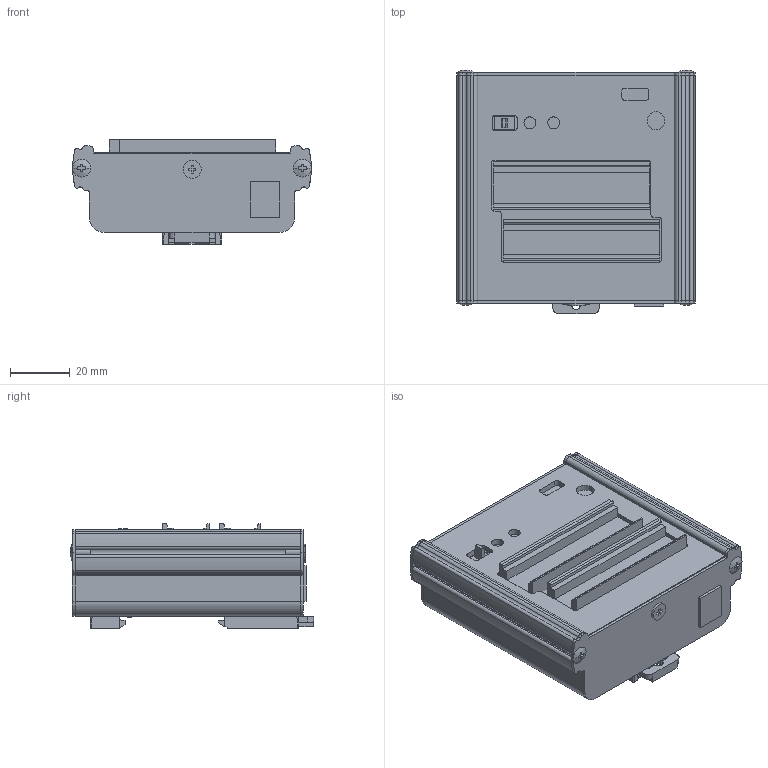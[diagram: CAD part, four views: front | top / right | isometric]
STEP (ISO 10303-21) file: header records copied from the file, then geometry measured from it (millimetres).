
FILE_DESCRIPTION (( 'STEP AP203' ), '1' );
FILE_NAME ('XAC-071-STP.STEP', '2022-11-19T02:04:36', ( '' ), ( '' ), 'SwSTEP 2.0', 'SolidWorks 2020', '' );
FILE_SCHEMA (( 'CONFIG_CONTROL_DESIGN' ));
Length unit declared in the file: millimetre
Products named in the file (1): XAC-071-STP
Bounding box: 80 x 81.68 x 35 mm (x, y, z)
Surface area: 43256.9 mm2 (no closed solid volume)
Topology: 0 solids, 19 shells, 517 faces, 1607 edges, 1102 vertices
Faces by surface type: plane 288, cylinder 147, cone 45, bspline 21, torus 8, sphere 8
Entity records: 18519 total; most frequent: CARTESIAN_POINT 4167, DIRECTION 2985, ORIENTED_EDGE 2882, EDGE_CURVE 1607, VERTEX_POINT 1102, VECTOR 1015, LINE 1015, AXIS2_PLACEMENT_3D 985
